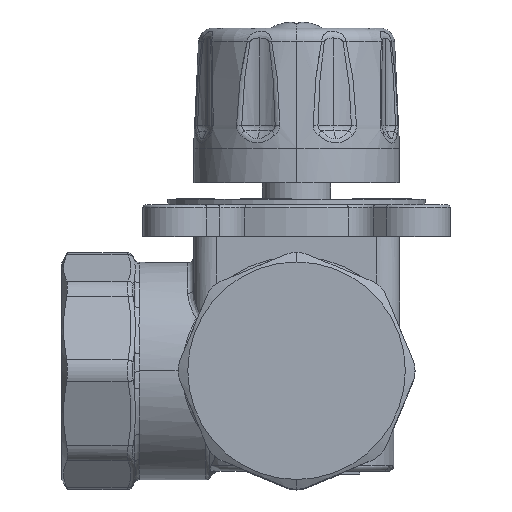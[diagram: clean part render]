
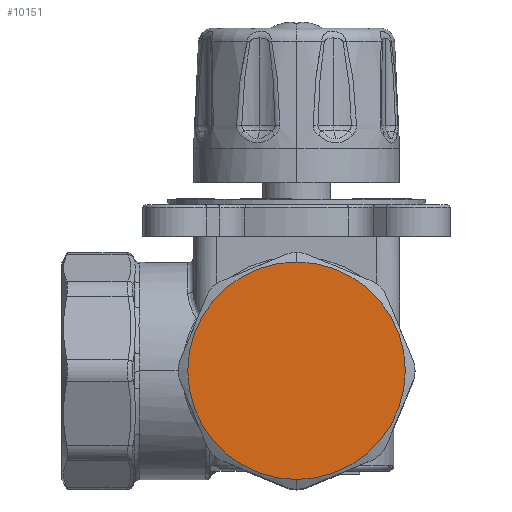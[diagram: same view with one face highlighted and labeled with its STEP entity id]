
A CAD part, top view. The second image highlights one B-rep face of the part: STEP entity #10151.
In plain terms, the highlighted planar face has unit normal (0, 0, 1).
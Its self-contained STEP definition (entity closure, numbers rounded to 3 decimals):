
#3247=CARTESIAN_POINT('Vertex',(0.,19.,41.)) ;
#3250=CARTESIAN_POINT('Axis2P3D Location',(0.,0.,41.)) ;
#3254=CARTESIAN_POINT('Vertex',(0.,-19.,41.)) ;
#3479=CARTESIAN_POINT('Axis2P3D Location',(0.,0.,41.)) ;
#10142=CARTESIAN_POINT('Axis2P3D Location',(0.,0.,41.)) ;
#3251=DIRECTION('Axis2P3D Direction',(0.,0.,-1.)) ;
#3480=DIRECTION('Axis2P3D Direction',(0.,0.,-1.)) ;
#10143=DIRECTION('Axis2P3D Direction',(0.,0.,1.)) ;
#10144=DIRECTION('Axis2P3D XDirection',(1.,0.,0.)) ;
#3252=AXIS2_PLACEMENT_3D('Circle Axis2P3D',#3250,#3251,$) ;
#3481=AXIS2_PLACEMENT_3D('Circle Axis2P3D',#3479,#3480,$) ;
#10145=AXIS2_PLACEMENT_3D('Plane Axis2P3D',#10142,#10143,#10144) ;
#3253=CIRCLE('generated circle',#3252,19.) ;
#3482=CIRCLE('generated circle',#3481,19.) ;
#10146=PLANE('',#10145) ;
#3256=EDGE_CURVE('',#3248,#3255,#3253,.T.) ;
#3483=EDGE_CURVE('',#3255,#3248,#3482,.T.) ;
#10148=ORIENTED_EDGE('',*,*,#3256,.F.) ;
#10149=ORIENTED_EDGE('',*,*,#3483,.F.) ;
#10147=EDGE_LOOP('',(#10148,#10149)) ;
#3248=VERTEX_POINT('',#3247) ;
#3255=VERTEX_POINT('',#3254) ;
#10151=ADVANCED_FACE('PartBody',(#10150),#10146,.T.) ;
#10150=FACE_OUTER_BOUND('',#10147,.T.) ;
